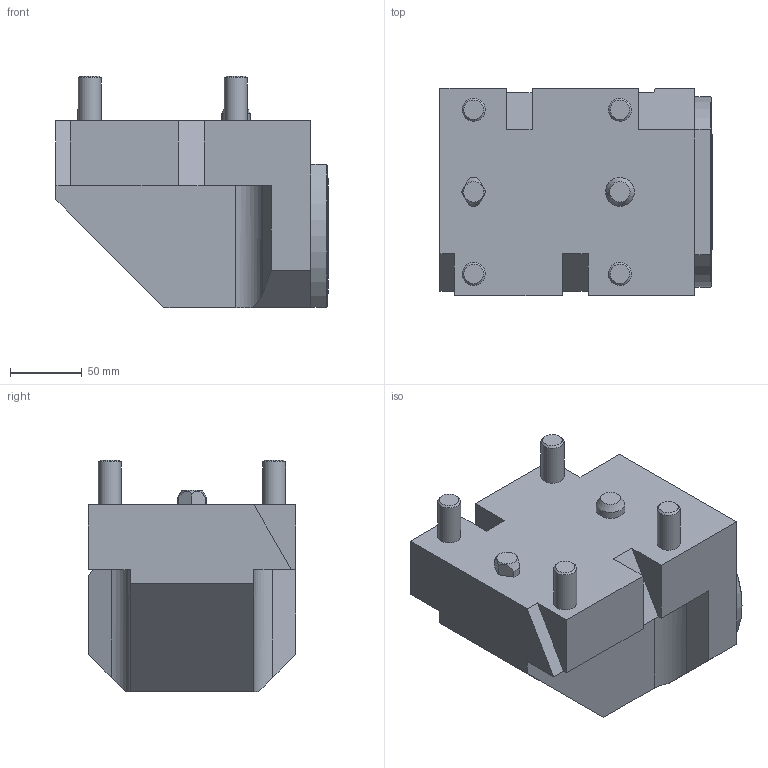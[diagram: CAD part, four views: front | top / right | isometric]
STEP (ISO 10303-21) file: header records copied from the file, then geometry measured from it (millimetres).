
FILE_DESCRIPTION(/* description */ (''),/* implementation_level */ '2;1');
FILE_NAME(/* name */ '1613719947236.stp',/* time_stamp */ '2021-02-19T08:32:33+01:00',/* author */ (''),/* organization */ ('SMS'),/* preprocessor_version */ 'ST-DEVELOPER v16.7',/* originating_system */ 'SIEMENS PLM Software NX 12.0',/* authorisation */ '');
FILE_SCHEMA (('AUTOMOTIVE_DESIGN { 1 0 10303 214 3 1 1 1 }'));
Length unit declared in the file: millimetre
Products named in the file (1): 201612555mod000_02
Bounding box: 189 x 144 x 161 mm (x, y, z)
Volume: 2344288.1 mm3; surface area: 141277.8 mm2
Topology: 1 solids, 1 shells, 73 faces, 180 edges, 122 vertices
Faces by surface type: plane 46, cone 14, cylinder 13
Full cylindrical faces by diameter (mm): 5 x1, 16 x4, 19.994 x1, 80 x1
Entity records: 2185 total; most frequent: CARTESIAN_POINT 457, DIRECTION 352, ORIENTED_EDGE 320, EDGE_CURVE 160, AXIS2_PLACEMENT_3D 124, VERTEX_POINT 112, LINE 104, VECTOR 104
